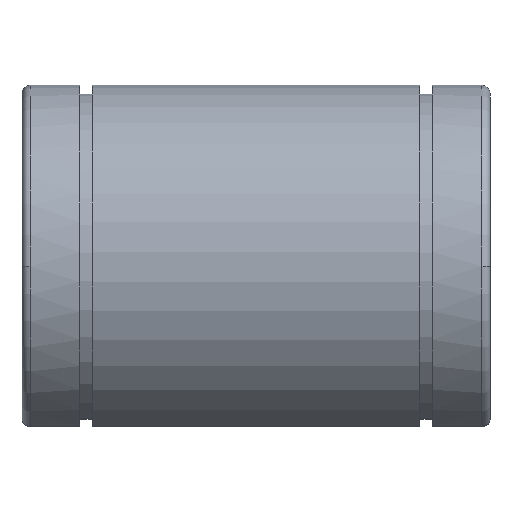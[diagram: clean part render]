
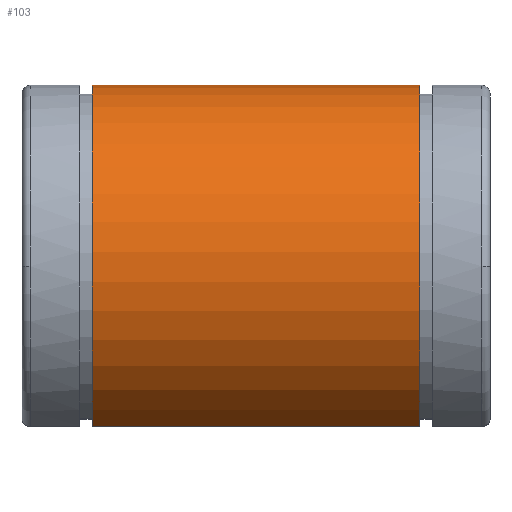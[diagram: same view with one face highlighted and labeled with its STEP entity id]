
A CAD part, top view. The second image highlights one B-rep face of the part: STEP entity #103.
In plain terms, the highlighted cylindrical face has radius 31 mm (diameter 62 mm), a partial arc.
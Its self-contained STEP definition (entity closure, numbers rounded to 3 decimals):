
#103 = ADVANCED_FACE( '', ( #168 ), #169, .T. );
#168 = FACE_OUTER_BOUND( '', #239, .T. );
#169 = CYLINDRICAL_SURFACE( '', #240, 31. );
#239 = EDGE_LOOP( '', ( #492, #493, #494, #495 ) );
#240 = AXIS2_PLACEMENT_3D( '', #496, #497, #498 );
#492 = ORIENTED_EDGE( '', *, *, #565, .T. );
#493 = ORIENTED_EDGE( '', *, *, #640, .F. );
#494 = ORIENTED_EDGE( '', *, *, #622, .T. );
#495 = ORIENTED_EDGE( '', *, *, #633, .T. );
#496 = CARTESIAN_POINT( '', ( 40., 0., 0. ) );
#497 = DIRECTION( '', ( 1., 0., 0. ) );
#498 = DIRECTION( '', ( 0., 1., 0. ) );
#565 = EDGE_CURVE( '', #674, #675, #676, .T. );
#622 = EDGE_CURVE( '', #774, #772, #775, .T. );
#633 = EDGE_CURVE( '', #772, #674, #793, .T. );
#640 = EDGE_CURVE( '', #774, #675, #800, .T. );
#674 = VERTEX_POINT( '', #855 );
#675 = VERTEX_POINT( '', #856 );
#676 = LINE( '', #857, #858 );
#772 = VERTEX_POINT( '', #1079 );
#774 = VERTEX_POINT( '', #1082 );
#775 = LINE( '', #1083, #1084 );
#793 = CIRCLE( '', #1159, 31. );
#800 = CIRCLE( '', #1166, 31. );
#855 = CARTESIAN_POINT( '', ( 68., 31., 0. ) );
#856 = CARTESIAN_POINT( '', ( 12., 31., 0. ) );
#857 = CARTESIAN_POINT( '', ( 40., 31., 0. ) );
#858 = VECTOR( '', #1206, 1. );
#1079 = CARTESIAN_POINT( '', ( 68., -27.344, 14.605 ) );
#1082 = CARTESIAN_POINT( '', ( 12., -27.344, 14.605 ) );
#1083 = CARTESIAN_POINT( '', ( 40., -27.344, 14.605 ) );
#1084 = VECTOR( '', #1317, 1. );
#1159 = AXIS2_PLACEMENT_3D( '', #1327, #1328, #1329 );
#1166 = AXIS2_PLACEMENT_3D( '', #1348, #1349, #1350 );
#1206 = DIRECTION( '', ( -1., 0., 0. ) );
#1317 = DIRECTION( '', ( 1., 0., 0. ) );
#1327 = CARTESIAN_POINT( '', ( 68., 0., 0. ) );
#1328 = DIRECTION( '', ( -1., 0., 0. ) );
#1329 = DIRECTION( '', ( 0., 1., 0. ) );
#1348 = CARTESIAN_POINT( '', ( 12., 0., 0. ) );
#1349 = DIRECTION( '', ( -1., 0., 0. ) );
#1350 = DIRECTION( '', ( 0., 1., 0. ) );
